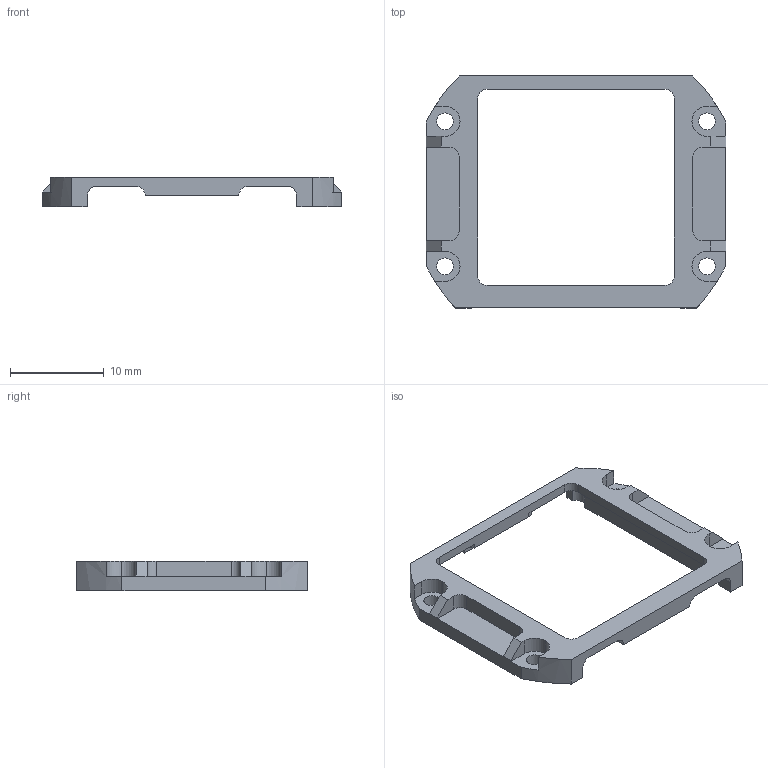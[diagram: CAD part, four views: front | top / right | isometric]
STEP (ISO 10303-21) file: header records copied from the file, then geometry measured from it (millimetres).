
FILE_DESCRIPTION (( 'STEP AP214' ), '1' );
FILE_NAME ('庈狪.301535.013 - 砎鳽鳻.STEP', '2024-11-22T07:31:38', ( '' ), ( '' ), 'SwSTEP 2.0', 'SolidWorks 2023', '' );
FILE_SCHEMA (( 'AUTOMOTIVE_DESIGN' ));
Length unit declared in the file: millimetre
Products named in the file (1): КРПГ.301535.013 - Прижим
Bounding box: 32 x 24.8 x 3.2 mm (x, y, z)
Volume: 606.8 mm3; surface area: 1179.7 mm2
Topology: 1 solids, 1 shells, 97 faces, 288 edges, 192 vertices
Faces by surface type: plane 53, cylinder 44
Entity records: 3337 total; most frequent: CARTESIAN_POINT 606, ORIENTED_EDGE 576, DIRECTION 572, EDGE_CURVE 288, LINE 192, VERTEX_POINT 192, VECTOR 192, AXIS2_PLACEMENT_3D 190
